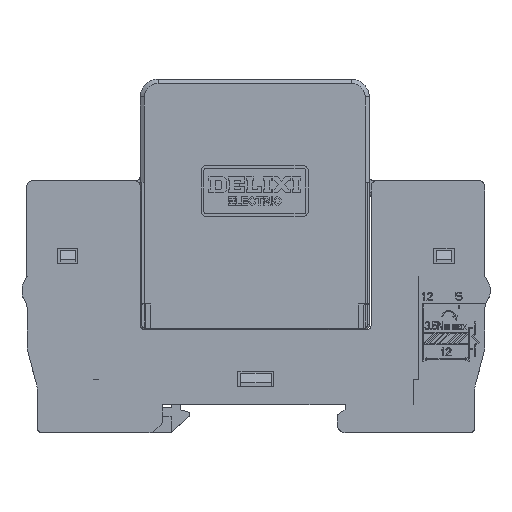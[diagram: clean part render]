
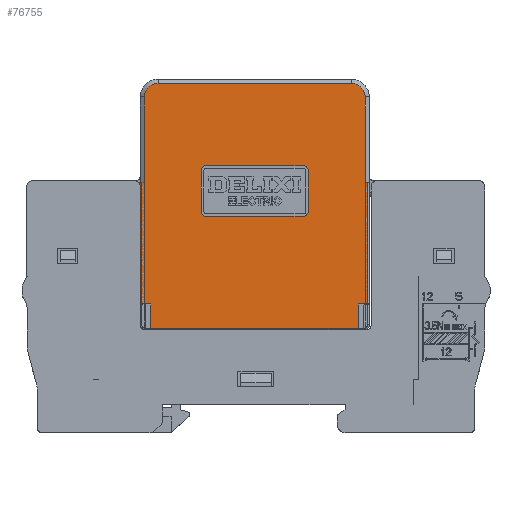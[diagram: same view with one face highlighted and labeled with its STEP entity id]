
A CAD part, top view. The second image highlights one B-rep face of the part: STEP entity #76755.
In plain terms, the highlighted face is planar.
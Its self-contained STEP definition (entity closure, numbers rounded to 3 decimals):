
#65960=DIRECTION('',(1.,0.,0.));
#65961=VECTOR('',#65960,0.5);
#65962=CARTESIAN_POINT('',(44.2,-0.1,29.));
#65963=LINE('',#65962,#65961);
#65985=DIRECTION('',(1.,0.,0.));
#65986=VECTOR('',#65985,38.);
#65987=CARTESIAN_POINT('',(3.5,-0.1,48.5));
#65988=LINE('',#65987,#65986);
#66006=DIRECTION('',(0.,0.,1.));
#66007=VECTOR('',#66006,16.8);
#66008=CARTESIAN_POINT('',(0.8,-0.1,29.));
#66009=LINE('',#66008,#66007);
#66596=DIRECTION('',(0.,0.,1.));
#66597=VECTOR('',#66596,16.8);
#66598=CARTESIAN_POINT('',(44.2,-0.1,29.));
#66599=LINE('',#66598,#66597);
#66600=DIRECTION('',(1.,0.,0.));
#66601=VECTOR('',#66600,1.8);
#66602=CARTESIAN_POINT('',(42.9,-0.1,5.1));
#66603=LINE('',#66602,#66601);
#66604=DIRECTION('',(0.,0.,-1.));
#66605=VECTOR('',#66604,4.8);
#66606=CARTESIAN_POINT('',(2.1,-0.1,5.1));
#66607=LINE('',#66606,#66605);
#66608=DIRECTION('',(1.,0.,0.));
#66609=VECTOR('',#66608,1.8);
#66610=CARTESIAN_POINT('',(0.3,-0.1,5.1));
#66611=LINE('',#66610,#66609);
#66612=DIRECTION('',(-1.,0.,0.));
#66613=VECTOR('',#66612,0.5);
#66614=CARTESIAN_POINT('',(0.8,-0.1,29.));
#66615=LINE('',#66614,#66613);
#66616=CARTESIAN_POINT('',(3.5,-0.1,45.8));
#66617=DIRECTION('',(0.,-1.,0.));
#66618=DIRECTION('',(0.,0.,1.));
#66619=AXIS2_PLACEMENT_3D('',#66616,#66617,#66618);
#66621=CARTESIAN_POINT('',(41.5,-0.1,45.8));
#66622=DIRECTION('',(0.,-1.,0.));
#66623=DIRECTION('',(1.,0.,0.));
#66624=AXIS2_PLACEMENT_3D('',#66621,#66622,#66623);
#66626=CARTESIAN_POINT('',(13.,-0.1,31.3));
#66627=DIRECTION('',(0.,1.,0.));
#66628=DIRECTION('',(-1.,0.,0.));
#66629=AXIS2_PLACEMENT_3D('',#66626,#66627,#66628);
#66631=DIRECTION('',(0.,0.,1.));
#66632=VECTOR('',#66631,8.);
#66633=CARTESIAN_POINT('',(12.,-0.1,23.3));
#66634=LINE('',#66633,#66632);
#66635=CARTESIAN_POINT('',(13.,-0.1,23.3));
#66636=DIRECTION('',(0.,1.,0.));
#66637=DIRECTION('',(0.,0.,-1.));
#66638=AXIS2_PLACEMENT_3D('',#66635,#66636,#66637);
#66640=CARTESIAN_POINT('',(32.,-0.1,23.3));
#66641=DIRECTION('',(0.,1.,0.));
#66642=DIRECTION('',(1.,0.,0.));
#66643=AXIS2_PLACEMENT_3D('',#66640,#66641,#66642);
#66645=CARTESIAN_POINT('',(32.,-0.1,31.3));
#66646=DIRECTION('',(0.,1.,0.));
#66647=DIRECTION('',(0.,0.,1.));
#66648=AXIS2_PLACEMENT_3D('',#66645,#66646,#66647);
#66654=DIRECTION('',(0.,0.,-1.));
#66655=VECTOR('',#66654,23.9);
#66656=CARTESIAN_POINT('',(44.7,-0.1,29.));
#66657=LINE('',#66656,#66655);
#66684=DIRECTION('',(0.,0.,-1.));
#66685=VECTOR('',#66684,4.8);
#66686=CARTESIAN_POINT('',(42.9,-0.1,5.1));
#66687=LINE('',#66686,#66685);
#66692=DIRECTION('',(-1.,0.,0.));
#66693=VECTOR('',#66692,40.8);
#66694=CARTESIAN_POINT('',(42.9,-0.1,0.3));
#66695=LINE('',#66694,#66693);
#66721=DIRECTION('',(0.,0.,1.));
#66722=VECTOR('',#66721,23.9);
#66723=CARTESIAN_POINT('',(0.3,-0.1,5.1));
#66724=LINE('',#66723,#66722);
#66746=DIRECTION('',(-1.,0.,0.));
#66747=VECTOR('',#66746,19.);
#66748=CARTESIAN_POINT('',(32.,-0.1,32.3));
#66749=LINE('',#66748,#66747);
#66758=DIRECTION('',(0.,0.,1.));
#66759=VECTOR('',#66758,8.);
#66760=CARTESIAN_POINT('',(33.,-0.1,23.3));
#66761=LINE('',#66760,#66759);
#66770=DIRECTION('',(1.,0.,0.));
#66771=VECTOR('',#66770,19.);
#66772=CARTESIAN_POINT('',(13.,-0.1,22.3));
#66773=LINE('',#66772,#66771);
#73488=CARTESIAN_POINT('',(44.2,-0.1,29.));
#73490=VERTEX_POINT('',#73488);
#73491=CARTESIAN_POINT('',(44.7,-0.1,29.));
#73492=VERTEX_POINT('',#73491);
#73503=CARTESIAN_POINT('',(0.8,-0.1,29.));
#73505=VERTEX_POINT('',#73503);
#73509=CARTESIAN_POINT('',(0.3,-0.1,29.));
#73510=VERTEX_POINT('',#73509);
#73551=CARTESIAN_POINT('',(44.2,-0.1,45.8));
#73552=VERTEX_POINT('',#73551);
#73553=CARTESIAN_POINT('',(41.5,-0.1,48.5));
#73554=VERTEX_POINT('',#73553);
#73555=CARTESIAN_POINT('',(3.5,-0.1,48.5));
#73556=VERTEX_POINT('',#73555);
#73557=CARTESIAN_POINT('',(0.8,-0.1,45.8));
#73558=VERTEX_POINT('',#73557);
#73559=CARTESIAN_POINT('',(0.3,-0.1,5.1));
#73560=VERTEX_POINT('',#73559);
#73561=CARTESIAN_POINT('',(2.1,-0.1,5.1));
#73562=VERTEX_POINT('',#73561);
#73563=CARTESIAN_POINT('',(2.1,-0.1,0.3));
#73564=VERTEX_POINT('',#73563);
#73565=CARTESIAN_POINT('',(42.9,-0.1,0.3));
#73566=VERTEX_POINT('',#73565);
#73567=CARTESIAN_POINT('',(42.9,-0.1,5.1));
#73568=VERTEX_POINT('',#73567);
#73569=CARTESIAN_POINT('',(44.7,-0.1,5.1));
#73570=VERTEX_POINT('',#73569);
#73571=CARTESIAN_POINT('',(12.,-0.1,31.3));
#73572=CARTESIAN_POINT('',(13.,-0.1,32.3));
#73573=VERTEX_POINT('',#73571);
#73574=VERTEX_POINT('',#73572);
#73575=CARTESIAN_POINT('',(32.,-0.1,32.3));
#73576=VERTEX_POINT('',#73575);
#73577=CARTESIAN_POINT('',(33.,-0.1,31.3));
#73578=VERTEX_POINT('',#73577);
#73579=CARTESIAN_POINT('',(33.,-0.1,23.3));
#73580=VERTEX_POINT('',#73579);
#73581=CARTESIAN_POINT('',(32.,-0.1,22.3));
#73582=VERTEX_POINT('',#73581);
#73583=CARTESIAN_POINT('',(13.,-0.1,22.3));
#73584=VERTEX_POINT('',#73583);
#73585=CARTESIAN_POINT('',(12.,-0.1,23.3));
#73586=VERTEX_POINT('',#73585);
#76709=CARTESIAN_POINT('',(22.5,-0.1,0.));
#76710=DIRECTION('',(0.,-1.,0.));
#76711=DIRECTION('',(0.,0.,-1.));
#76712=AXIS2_PLACEMENT_3D('',#76709,#76710,#76711);
#76713=PLANE('',#76712);
#76714=ORIENTED_EDGE('',*,*,#75947,.F.);
#76715=ORIENTED_EDGE('',*,*,#75932,.T.);
#76717=ORIENTED_EDGE('',*,*,#76716,.T.);
#76719=ORIENTED_EDGE('',*,*,#76718,.F.);
#76721=ORIENTED_EDGE('',*,*,#76720,.T.);
#76723=ORIENTED_EDGE('',*,*,#76722,.T.);
#76725=ORIENTED_EDGE('',*,*,#76724,.F.);
#76726=ORIENTED_EDGE('',*,*,#76695,.F.);
#76728=ORIENTED_EDGE('',*,*,#76727,.T.);
#76730=ORIENTED_EDGE('',*,*,#76729,.F.);
#76731=ORIENTED_EDGE('',*,*,#76005,.T.);
#76732=ORIENTED_EDGE('',*,*,#75992,.F.);
#76733=ORIENTED_EDGE('',*,*,#75977,.T.);
#76734=ORIENTED_EDGE('',*,*,#75962,.F.);
#76735=EDGE_LOOP('',(#76714,#76715,#76717,#76719,#76721,#76723,#76725,#76726,
#76728,#76730,#76731,#76732,#76733,#76734));
#76736=FACE_OUTER_BOUND('',#76735,.F.);
#76738=ORIENTED_EDGE('',*,*,#76737,.F.);
#76740=ORIENTED_EDGE('',*,*,#76739,.F.);
#76742=ORIENTED_EDGE('',*,*,#76741,.F.);
#76744=ORIENTED_EDGE('',*,*,#76743,.T.);
#76746=ORIENTED_EDGE('',*,*,#76745,.F.);
#76748=ORIENTED_EDGE('',*,*,#76747,.T.);
#76750=ORIENTED_EDGE('',*,*,#76749,.F.);
#76752=ORIENTED_EDGE('',*,*,#76751,.T.);
#76753=EDGE_LOOP('',(#76738,#76740,#76742,#76744,#76746,#76748,#76750,#76752));
#76754=FACE_BOUND('',#76753,.F.);
#76755=ADVANCED_FACE('',(#76736,#76754),#76713,.T.);
#66620=CIRCLE('',#66619,2.7);
#66625=CIRCLE('',#66624,2.7);
#66630=CIRCLE('',#66629,1.);
#66639=CIRCLE('',#66638,1.);
#66644=CIRCLE('',#66643,1.);
#66649=CIRCLE('',#66648,1.);
#75932=EDGE_CURVE('',#73490,#73492,#65963,.T.);
#75947=EDGE_CURVE('',#73490,#73552,#66599,.T.);
#75962=EDGE_CURVE('',#73552,#73554,#66625,.T.);
#75977=EDGE_CURVE('',#73556,#73554,#65988,.T.);
#75992=EDGE_CURVE('',#73556,#73558,#66620,.T.);
#76005=EDGE_CURVE('',#73505,#73558,#66009,.T.);
#76695=EDGE_CURVE('',#73560,#73562,#66611,.T.);
#76716=EDGE_CURVE('',#73492,#73570,#66657,.T.);
#76718=EDGE_CURVE('',#73568,#73570,#66603,.T.);
#76720=EDGE_CURVE('',#73568,#73566,#66687,.T.);
#76722=EDGE_CURVE('',#73566,#73564,#66695,.T.);
#76724=EDGE_CURVE('',#73562,#73564,#66607,.T.);
#76727=EDGE_CURVE('',#73560,#73510,#66724,.T.);
#76729=EDGE_CURVE('',#73505,#73510,#66615,.T.);
#76737=EDGE_CURVE('',#73573,#73574,#66630,.T.);
#76739=EDGE_CURVE('',#73586,#73573,#66634,.T.);
#76741=EDGE_CURVE('',#73584,#73586,#66639,.T.);
#76743=EDGE_CURVE('',#73584,#73582,#66773,.T.);
#76745=EDGE_CURVE('',#73580,#73582,#66644,.T.);
#76747=EDGE_CURVE('',#73580,#73578,#66761,.T.);
#76749=EDGE_CURVE('',#73576,#73578,#66649,.T.);
#76751=EDGE_CURVE('',#73576,#73574,#66749,.T.);
